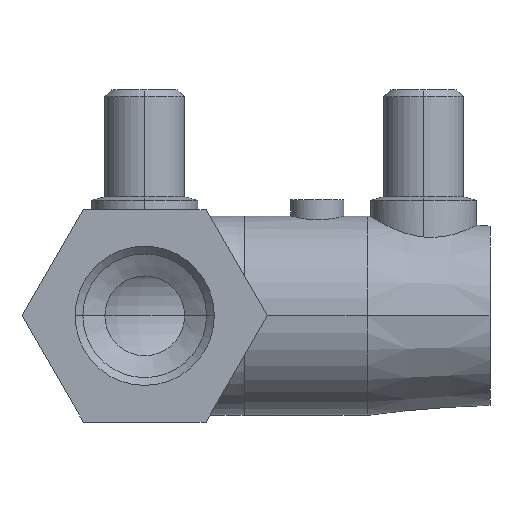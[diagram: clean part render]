
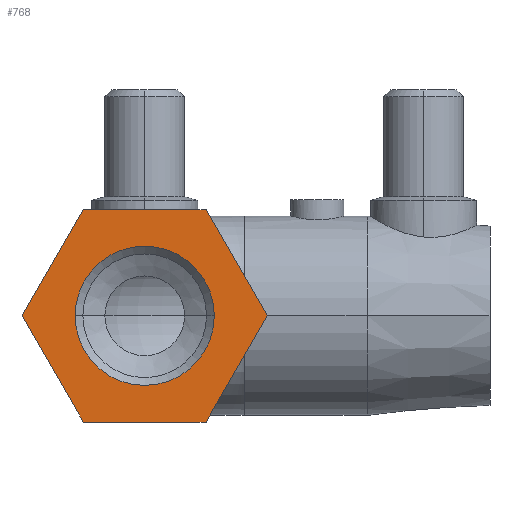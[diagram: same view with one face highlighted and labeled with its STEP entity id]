
A CAD part, front view. The second image highlights one B-rep face of the part: STEP entity #768.
In plain terms, the highlighted planar face has unit normal (0, -1, 0).
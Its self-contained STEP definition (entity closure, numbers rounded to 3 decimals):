
#488 = VERTEX_POINT( '', #1239 );
#504 = EDGE_CURVE( '', #880, #1066, #1255, .T. );
#570 = EDGE_CURVE( '', #800, #488, #1331, .T. );
#688 = VERTEX_POINT( '', #1464 );
#722 = VERTEX_POINT( '', #1502 );
#768 = ADVANCED_FACE( '', ( #1558, #1559 ), #1560, .T. );
#800 = VERTEX_POINT( '', #1595 );
#808 = EDGE_CURVE( '', #722, #880, #1604, .T. );
#840 = EDGE_CURVE( '', #1066, #800, #1640, .T. );
#858 = EDGE_CURVE( '', #972, #1018, #1663, .T. );
#880 = VERTEX_POINT( '', #1687 );
#882 = EDGE_CURVE( '', #688, #722, #1689, .T. );
#970 = EDGE_CURVE( '', #1018, #972, #1786, .T. );
#972 = VERTEX_POINT( '', #1788 );
#994 = EDGE_CURVE( '', #488, #688, #1813, .T. );
#1018 = VERTEX_POINT( '', #1840 );
#1066 = VERTEX_POINT( '', #1896 );
#1239 = CARTESIAN_POINT( '', ( -24.238, -88., 16. ) );
#1255 = LINE( '', #2162, #2163 );
#1331 = LINE( '', #2332, #2333 );
#1464 = CARTESIAN_POINT( '', ( -33.475, -88., 0. ) );
#1502 = CARTESIAN_POINT( '', ( -24.238, -88., -16. ) );
#1558 = FACE_BOUND( '', #2733, .T. );
#1559 = FACE_OUTER_BOUND( '', #2734, .T. );
#1560 = PLANE( '', #2735 );
#1595 = CARTESIAN_POINT( '', ( -5.762, -88., 16. ) );
#1604 = LINE( '', #2832, #2833 );
#1640 = LINE( '', #2933, #2934 );
#1663 = CIRCLE( '', #2958, 10.48 );
#1687 = CARTESIAN_POINT( '', ( -5.762, -88., -16. ) );
#1689 = LINE( '', #3025, #3026 );
#1786 = CIRCLE( '', #3254, 10.48 );
#1788 = CARTESIAN_POINT( '', ( -4.52, -88., 0. ) );
#1813 = LINE( '', #3289, #3290 );
#1840 = CARTESIAN_POINT( '', ( -25.48, -88., 0. ) );
#1896 = CARTESIAN_POINT( '', ( 3.475, -88., 0. ) );
#2162 = CARTESIAN_POINT( '', ( -0.334, -88., -6.598 ) );
#2163 = VECTOR( '', #3647, 1. );
#2332 = CARTESIAN_POINT( '', ( -25.619, -88., 16. ) );
#2333 = VECTOR( '', #3754, 1. );
#2733 = EDGE_LOOP( '', ( #4052, #4053 ) );
#2734 = EDGE_LOOP( '', ( #4054, #4055, #4056, #4057, #4058, #4059 ) );
#2735 = AXIS2_PLACEMENT_3D( '', #4060, #4061, #4062 );
#2832 = CARTESIAN_POINT( '', ( -16.381, -88., -16. ) );
#2833 = VECTOR( '', #4108, 1. );
#2933 = CARTESIAN_POINT( '', ( -4.953, -88., 14.598 ) );
#2934 = VECTOR( '', #4149, 1. );
#2958 = AXIS2_PLACEMENT_3D( '', #4186, #4187, #4188 );
#3025 = CARTESIAN_POINT( '', ( -28.047, -88., -9.402 ) );
#3026 = VECTOR( '', #4213, 1. );
#3254 = AXIS2_PLACEMENT_3D( '', #4315, #4316, #4317 );
#3289 = CARTESIAN_POINT( '', ( -32.666, -88., 1.402 ) );
#3290 = VECTOR( '', #4343, 1. );
#3647 = DIRECTION( '', ( 0.5, 0., 0.866 ) );
#3754 = DIRECTION( '', ( -1., 0., 0. ) );
#4052 = ORIENTED_EDGE( '', *, *, #970, .T. );
#4053 = ORIENTED_EDGE( '', *, *, #858, .T. );
#4054 = ORIENTED_EDGE( '', *, *, #994, .T. );
#4055 = ORIENTED_EDGE( '', *, *, #882, .T. );
#4056 = ORIENTED_EDGE( '', *, *, #808, .T. );
#4057 = ORIENTED_EDGE( '', *, *, #504, .T. );
#4058 = ORIENTED_EDGE( '', *, *, #840, .T. );
#4059 = ORIENTED_EDGE( '', *, *, #570, .T. );
#4060 = CARTESIAN_POINT( '', ( -27., -88., 0. ) );
#4061 = DIRECTION( '', ( 0., -1., 0. ) );
#4062 = DIRECTION( '', ( -1., 0., 0. ) );
#4108 = DIRECTION( '', ( 1., 0., 0. ) );
#4149 = DIRECTION( '', ( -0.5, 0., 0.866 ) );
#4186 = CARTESIAN_POINT( '', ( -15., -88., 0. ) );
#4187 = DIRECTION( '', ( 0., 1., 0. ) );
#4188 = DIRECTION( '', ( -1., 0., 0. ) );
#4213 = DIRECTION( '', ( 0.5, 0., -0.866 ) );
#4315 = CARTESIAN_POINT( '', ( -15., -88., 0. ) );
#4316 = DIRECTION( '', ( 0., 1., 0. ) );
#4317 = DIRECTION( '', ( -1., 0., 0. ) );
#4343 = DIRECTION( '', ( -0.5, 0., -0.866 ) );
